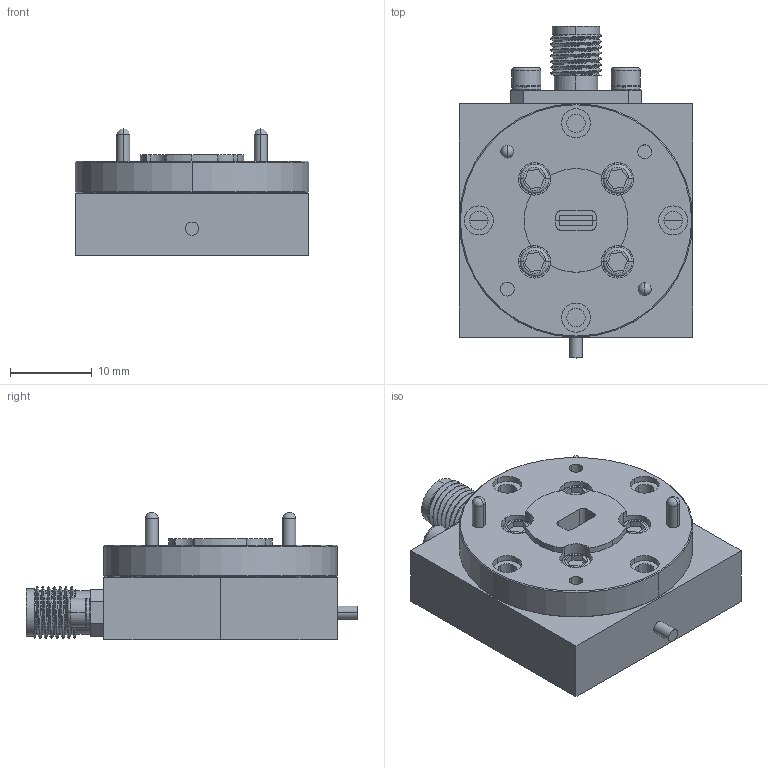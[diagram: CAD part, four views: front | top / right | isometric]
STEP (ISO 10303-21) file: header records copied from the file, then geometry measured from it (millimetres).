
FILE_DESCRIPTION (( 'STEP AP214' ), '1' );
FILE_NAME ('U-3X Assembly Outline.STEP', '2019-12-17T20:20:38', ( '' ), ( '' ), 'SwSTEP 2.0', 'SolidWorks 2019', '' );
FILE_SCHEMA (( 'AUTOMOTIVE_DESIGN' ));
Length unit declared in the file: millimetre
Products named in the file (11): 2061 U-3X Lower RF Block Outline; Part6^U-3X Assembly Outline; 2062 U-3X Upper RF Block Outline; 2-56 SOCKET HEAD SCREW HEAD_1; Female SMA; 2-56 Socket Head With Split Lock; 1089 WR-19 Flange; Guide_Pin; 2-56_Washer_Split-Lock; U-3X Assembly Outline
Assembly tree (19 placements, depth 3):
  U-3X Assembly Outline
    2061 U-3X Lower RF Block Outline
    2062 U-3X Upper RF Block Outline
    1089 WR-19 Flange
    Female SMA
    2-56 Socket Head With Split Lock
      2-56 SOCKET HEAD SCREW HEAD_1
      2-56_Washer_Split-Lock
    2-56 Socket Head With Split Lock
      2-56 SOCKET HEAD SCREW HEAD_1
      2-56_Washer_Split-Lock
    2-56 SOCKET HEAD SCREW HEAD_1  x6
    Part6^U-3X Assembly Outline
    Guide_Pin  x2
Bounding box: 28.57 x 40.64 x 15.56 mm (x, y, z)
Volume: 8764.9 mm3; surface area: 6360.1 mm2
Topology: 17 solids, 17 shells, 359 faces, 850 edges, 544 vertices
Faces by surface type: cylinder 155, plane 149, torus 20, bspline 19, cone 16
Entity records: 8677 total; most frequent: CARTESIAN_POINT 2356, DIRECTION 1238, ORIENTED_EDGE 1096, EDGE_CURVE 548, AXIS2_PLACEMENT_3D 494, VERTEX_POINT 358, EDGE_LOOP 274, CIRCLE 252
